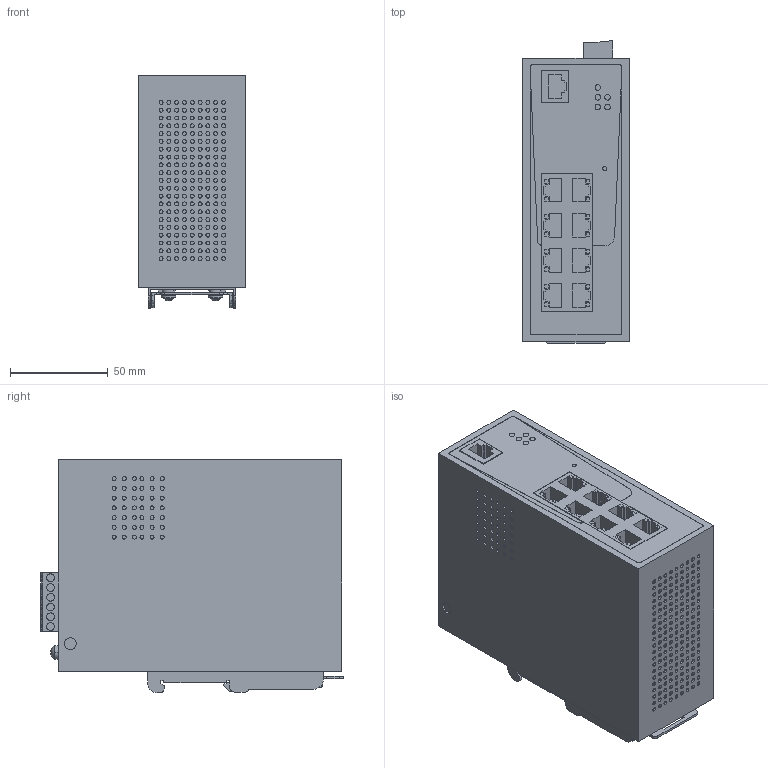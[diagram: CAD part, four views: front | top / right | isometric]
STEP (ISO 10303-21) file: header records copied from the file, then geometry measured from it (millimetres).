
FILE_DESCRIPTION(('CATIA V5 STEP Exchange','CAx-IF Rec.Pracs.--- Model Styling and Organization---1.4--- 2014-01-23'),'2;1');
FILE_NAME ('D1494429_0', '2021-07-23T07:41:14+00:00', ('none'), ('Weidmueller'), 'CATIA Version 5-6 Release 2016 SP3 HF44', 'CATIA V5 STEP AP214', 'none');
FILE_SCHEMA(('AUTOMOTIVE_DESIGN { 1 0 10303 214 1 1 1 1 }'));
Length unit declared in the file: millimetre
Products named in the file (1): S3D_IE_SW_AL08M_8GT
Bounding box: 54.3 x 154.9 x 119.71 mm (x, y, z)
Volume: 853498.8 mm3; surface area: 103975.7 mm2
Topology: 36 solids, 36 shells, 1949 faces, 4341 edges, 2886 vertices
Faces by surface type: plane 1034, cylinder 847, extrusion 58, revolution 8, sphere 2
Entity records: 51550 total; most frequent: CARTESIAN_POINT 9862, ORIENTED_EDGE 8682, DIRECTION 6228, EDGE_CURVE 4341, VERTEX_POINT 2886, AXIS2_PLACEMENT_3D 2739, VECTOR 2434, EDGE_LOOP 2395
